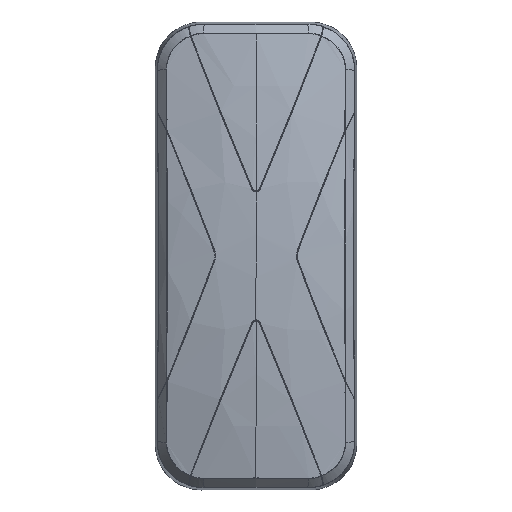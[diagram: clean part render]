
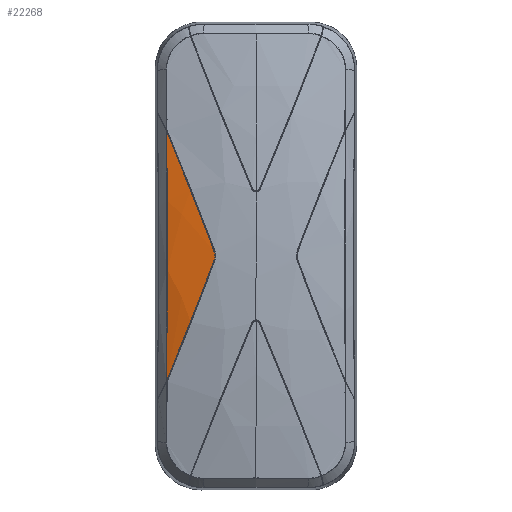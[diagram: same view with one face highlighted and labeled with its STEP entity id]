
A CAD part, top view. The second image highlights one B-rep face of the part: STEP entity #22268.
In plain terms, the highlighted free-form (B-spline) face has degree [3, 3] with [4, 4] control points.
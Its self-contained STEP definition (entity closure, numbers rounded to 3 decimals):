
#267 = CARTESIAN_POINT ( 'NONE',  ( -24.934, 76.551, -25.353 ) ) ;
#1042 = CARTESIAN_POINT ( 'NONE',  ( -24.934, 76.551, -25.353 ) ) ;
#1330 = CARTESIAN_POINT ( 'NONE',  ( -24.934, 76.551, -25.353 ) ) ;
#1441 = CARTESIAN_POINT ( 'NONE',  ( -24.755, 50.703, -23.373 ) ) ;
#1517 = B_SPLINE_CURVE_WITH_KNOTS ( 'NONE', 3,
 ( #18996, #26343, #21825, #27151 ),
 .UNSPECIFIED., .F., .F.,
 ( 4, 4 ),
 ( 0., 0.002 ),
 .UNSPECIFIED. ) ;
#1663 = CARTESIAN_POINT ( 'NONE',  ( -24.916, 74.636, -25.164 ) ) ;
#2481 = CARTESIAN_POINT ( 'NONE',  ( -24.934, -38.457, -25.353 ) ) ;
#2594 = CARTESIAN_POINT ( 'NONE',  ( -6.664, 7.488, -18.777 ) ) ;
#2947 = B_SPLINE_CURVE_WITH_KNOTS ( 'NONE', 3,
 ( #11205, #29380, #13827, #6129, #24268, #8724, #17226, #14270, #19599, #22204, #11647, #4044, #6566, #32417, #16890, #29707, #16997, #9271, #9502, #9053, #14610, #14496, #1441, #32644, #9386, #9157, #27319, #27203, #1663, #1330 ),
 .UNSPECIFIED., .F., .F.,
 ( 4, 2, 2, 2, 2, 2, 2, 2, 2, 2, 2, 2, 2, 2, 4 ),
 ( 0., 0.05, 0.125, 0.2, 0.275, 0.35, 0.425, 0.5, 0.575, 0.65, 0.725, 0.8, 0.875, 0.95, 1. ),
 .UNSPECIFIED. ) ;
#3608 = CARTESIAN_POINT ( 'NONE',  ( -2.677, 38.501, -17.327 ) ) ;
#4044 = CARTESIAN_POINT ( 'NONE',  ( -24.694, 4.653, -22.695 ) ) ;
#4093 = FACE_OUTER_BOUND ( 'NONE', #7372, .T. ) ;
#5223 = CARTESIAN_POINT ( 'NONE',  ( -3.116, 16.826, -18.302 ) ) ;
#5859 = EDGE_CURVE ( 'NONE', #19122, #19547, #20201, .T. ) ;
#6129 = CARTESIAN_POINT ( 'NONE',  ( -24.862, -29.842, -24.56 ) ) ;
#6286 = CARTESIAN_POINT ( 'NONE',  ( -3.116, 21.268, -18.302 ) ) ;
#6566 = CARTESIAN_POINT ( 'NONE',  ( -24.688, 7.531, -22.632 ) ) ;
#6687 = CARTESIAN_POINT ( 'NONE',  ( -9.95, -39.145, -21.867 ) ) ;
#6751 = B_SPLINE_CURVE_WITH_KNOTS ( 'NONE', 3,
 ( #22940, #33483, #25313, #23159 ),
 .UNSPECIFIED., .F., .F.,
 ( 4, 4 ),
 ( -0.002, 0. ),
 .UNSPECIFIED. ) ;
#7237 = CARTESIAN_POINT ( 'NONE',  ( -26.021, 38.501, -21.949 ) ) ;
#7372 = EDGE_LOOP ( 'NONE', ( #21964, #11362, #10640, #32385, #24082 ) ) ;
#8222 = B_SPLINE_CURVE_WITH_KNOTS ( 'NONE', 3,
 ( #18165, #2594, #23380, #13144, #13033, #2481 ),
 .UNSPECIFIED., .F., .F.,
 ( 4, 2, 4 ),
 ( 0., 0.03, 0.06 ),
 .UNSPECIFIED. ) ;
#8724 = CARTESIAN_POINT ( 'NONE',  ( -24.803, -21.23, -23.903 ) ) ;
#9053 = CARTESIAN_POINT ( 'NONE',  ( -24.709, 39.197, -22.865 ) ) ;
#9157 = CARTESIAN_POINT ( 'NONE',  ( -24.841, 65.066, -24.327 ) ) ;
#9271 = CARTESIAN_POINT ( 'NONE',  ( -24.688, 30.563, -22.632 ) ) ;
#9280 = CARTESIAN_POINT ( 'NONE',  ( -25.049, -39.145, -25.451 ) ) ;
#9386 = CARTESIAN_POINT ( 'NONE',  ( -24.803, 59.324, -23.903 ) ) ;
#9502 = CARTESIAN_POINT ( 'NONE',  ( -24.694, 33.441, -22.695 ) ) ;
#10640 = ORIENTED_EDGE ( 'NONE', *, *, #15485, .T. ) ;
#11205 = CARTESIAN_POINT ( 'NONE',  ( -24.934, -38.457, -25.353 ) ) ;
#11358 = CARTESIAN_POINT ( 'NONE',  ( -21.205, 67.467, -23.448 ) ) ;
#11362 = ORIENTED_EDGE ( 'NONE', *, *, #27653, .F. ) ;
#11437 = CARTESIAN_POINT ( 'NONE',  ( -10.567, -0.407, -18.28 ) ) ;
#11647 = CARTESIAN_POINT ( 'NONE',  ( -24.709, -1.103, -22.865 ) ) ;
#11880 = CARTESIAN_POINT ( 'NONE',  ( -26.021, -0.407, -21.949 ) ) ;
#13033 = CARTESIAN_POINT ( 'NONE',  ( -21.205, -29.373, -23.448 ) ) ;
#13144 = CARTESIAN_POINT ( 'NONE',  ( -17.525, -20.22, -21.926 ) ) ;
#13487 = VERTEX_POINT ( 'NONE', #16995 ) ;
#13827 = CARTESIAN_POINT ( 'NONE',  ( -24.9, -34.626, -24.984 ) ) ;
#14270 = CARTESIAN_POINT ( 'NONE',  ( -24.755, -12.609, -23.373 ) ) ;
#14496 = CARTESIAN_POINT ( 'NONE',  ( -24.742, 47.827, -23.225 ) ) ;
#14610 = CARTESIAN_POINT ( 'NONE',  ( -24.719, 42.075, -22.971 ) ) ;
#14617 = CARTESIAN_POINT ( 'NONE',  ( -2.241, 77.239, -20.936 ) ) ;
#14733 = CARTESIAN_POINT ( 'NONE',  ( -9.95, 77.239, -21.867 ) ) ;
#15291 = EDGE_CURVE ( 'NONE', #30517, #19547, #1517, .T. ) ;
#15485 = EDGE_CURVE ( 'NONE', #26950, #30517, #6751, .T. ) ;
#16610 = CARTESIAN_POINT ( 'NONE',  ( -10.254, 39.884, -19.591 ) ) ;
#16890 = CARTESIAN_POINT ( 'NONE',  ( -24.679, 16.168, -22.526 ) ) ;
#16995 = CARTESIAN_POINT ( 'NONE',  ( -24.934, -38.457, -25.353 ) ) ;
#16997 = CARTESIAN_POINT ( 'NONE',  ( -24.681, 24.805, -22.547 ) ) ;
#17226 = CARTESIAN_POINT ( 'NONE',  ( -24.786, -18.357, -23.712 ) ) ;
#18165 = CARTESIAN_POINT ( 'NONE',  ( -3.116, 16.826, -18.302 ) ) ;
#18668 = EDGE_CURVE ( 'NONE', #13487, #19122, #2947, .T. ) ;
#18996 = CARTESIAN_POINT ( 'NONE',  ( -2.707, 19.047, -18.248 ) ) ;
#19122 = VERTEX_POINT ( 'NONE', #267 ) ;
#19308 = CARTESIAN_POINT ( 'NONE',  ( -2.707, 19.047, -18.248 ) ) ;
#19547 = VERTEX_POINT ( 'NONE', #25438 ) ;
#19599 = CARTESIAN_POINT ( 'NONE',  ( -24.742, -9.733, -23.225 ) ) ;
#20201 = B_SPLINE_CURVE_WITH_KNOTS ( 'NONE', 3,
 ( #1042, #11358, #32136, #16610, #21810, #6286 ),
 .UNSPECIFIED., .F., .F.,
 ( 4, 2, 4 ),
 ( 0., 0.03, 0.06 ),
 .UNSPECIFIED. ) ;
#21772 = CARTESIAN_POINT ( 'NONE',  ( -10.567, 38.501, -18.28 ) ) ;
#21810 = CARTESIAN_POINT ( 'NONE',  ( -6.664, 30.606, -18.777 ) ) ;
#21825 = CARTESIAN_POINT ( 'NONE',  ( -2.844, 20.553, -18.266 ) ) ;
#21964 = ORIENTED_EDGE ( 'NONE', *, *, #18668, .F. ) ;
#22204 = CARTESIAN_POINT ( 'NONE',  ( -24.719, -3.981, -22.971 ) ) ;
#22268 = ADVANCED_FACE ( 'NONE', ( #4093 ), #31385, .T. ) ;
#22664 = CARTESIAN_POINT ( 'NONE',  ( -25.049, 77.239, -25.451 ) ) ;
#22940 = CARTESIAN_POINT ( 'NONE',  ( -3.116, 16.826, -18.302 ) ) ;
#23159 = CARTESIAN_POINT ( 'NONE',  ( -2.707, 19.047, -18.248 ) ) ;
#23380 = CARTESIAN_POINT ( 'NONE',  ( -10.254, -1.79, -19.591 ) ) ;
#24082 = ORIENTED_EDGE ( 'NONE', *, *, #5859, .F. ) ;
#24268 = CARTESIAN_POINT ( 'NONE',  ( -24.841, -26.972, -24.327 ) ) ;
#24715 = CARTESIAN_POINT ( 'NONE',  ( -2.241, -39.145, -20.936 ) ) ;
#24826 = CARTESIAN_POINT ( 'NONE',  ( -17.567, -39.145, -23.375 ) ) ;
#25313 = CARTESIAN_POINT ( 'NONE',  ( -2.707, 18.281, -18.248 ) ) ;
#25438 = CARTESIAN_POINT ( 'NONE',  ( -3.116, 21.268, -18.302 ) ) ;
#26343 = CARTESIAN_POINT ( 'NONE',  ( -2.707, 19.813, -18.248 ) ) ;
#26950 = VERTEX_POINT ( 'NONE', #5223 ) ;
#26996 = CARTESIAN_POINT ( 'NONE',  ( -18.363, -0.407, -19.824 ) ) ;
#27151 = CARTESIAN_POINT ( 'NONE',  ( -3.116, 21.268, -18.302 ) ) ;
#27203 = CARTESIAN_POINT ( 'NONE',  ( -24.9, 72.72, -24.984 ) ) ;
#27319 = CARTESIAN_POINT ( 'NONE',  ( -24.862, 67.936, -24.56 ) ) ;
#27437 = CARTESIAN_POINT ( 'NONE',  ( -2.677, -0.407, -17.327 ) ) ;
#27653 = EDGE_CURVE ( 'NONE', #26950, #13487, #8222, .T. ) ;
#27882 = CARTESIAN_POINT ( 'NONE',  ( -17.567, 77.239, -23.375 ) ) ;
#29380 = CARTESIAN_POINT ( 'NONE',  ( -24.916, -36.542, -25.164 ) ) ;
#29707 = CARTESIAN_POINT ( 'NONE',  ( -24.679, 21.926, -22.526 ) ) ;
#30517 = VERTEX_POINT ( 'NONE', #19308 ) ;
#31385 =( BOUNDED_SURFACE ( )  B_SPLINE_SURFACE ( 3, 3, ( 
 ( #24715, #6687, #24826, #9280 ),
 ( #27437, #11437, #26996, #11880 ),
 ( #3608, #21772, #32989, #7237 ),
 ( #14617, #14733, #27882, #22664 ) ),
 .UNSPECIFIED., .F., .F., .F. ) 
 B_SPLINE_SURFACE_WITH_KNOTS ( ( 4, 4 ),
 ( 4, 4 ),
 ( 0., 1. ),
 ( 0., 1. ),
 .UNSPECIFIED. ) 
 GEOMETRIC_REPRESENTATION_ITEM ( )  RATIONAL_B_SPLINE_SURFACE ( (
 ( 1., 0.998, 0.998, 1.),
 ( 0.997, 0.995, 0.995, 0.997),
 ( 0.997, 0.995, 0.995, 0.997),
 ( 1., 0.998, 0.998, 1.) ) ) 
 REPRESENTATION_ITEM ( '' )  SURFACE ( )  );
#32136 = CARTESIAN_POINT ( 'NONE',  ( -17.525, 58.314, -21.926 ) ) ;
#32385 = ORIENTED_EDGE ( 'NONE', *, *, #15291, .T. ) ;
#32417 = CARTESIAN_POINT ( 'NONE',  ( -24.681, 13.289, -22.547 ) ) ;
#32644 = CARTESIAN_POINT ( 'NONE',  ( -24.786, 56.451, -23.712 ) ) ;
#32989 = CARTESIAN_POINT ( 'NONE',  ( -18.363, 38.501, -19.824 ) ) ;
#33483 = CARTESIAN_POINT ( 'NONE',  ( -2.844, 17.541, -18.266 ) ) ;
